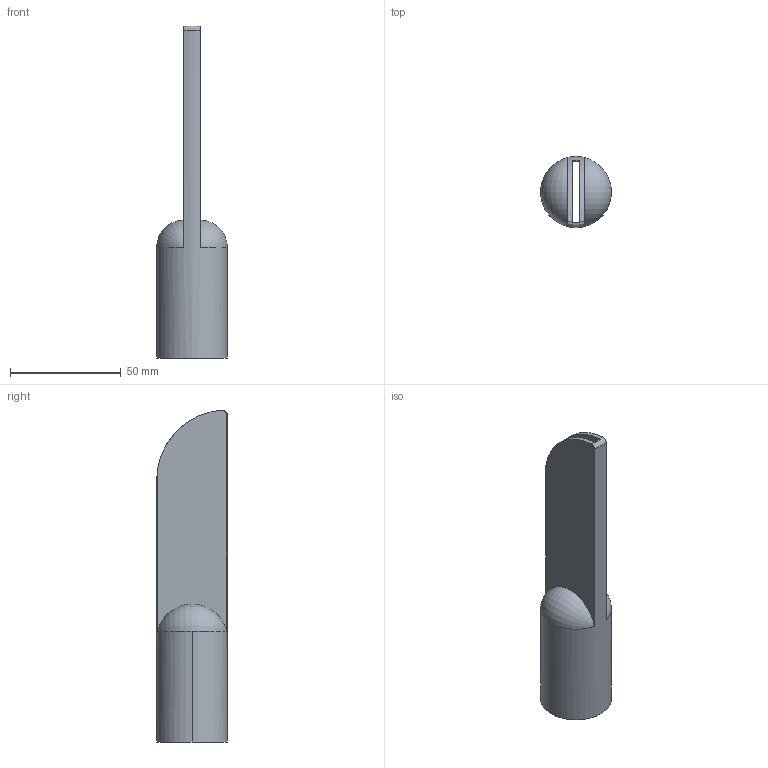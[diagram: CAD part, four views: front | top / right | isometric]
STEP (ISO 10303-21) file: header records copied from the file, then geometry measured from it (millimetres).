
FILE_DESCRIPTION(('Creo Elements/Direct Modeling STEP Export'),'2;1');
FILE_NAME('Saugrohr-R32.stp','2022-11-02T 9:30:50',(''),(''),'Creo Elements/Direct Modeling STEP processor for AP214 (Solid Model)','Creo Elements/Direct Modeling 20.3A 20-Jun-2020 (C) Parametric Technology GmbH','');
FILE_SCHEMA(('AUTOMOTIVE_DESIGN { 1 0 10303 214 1 1 1 1 }'));
Length unit declared in the file: millimetre
Products named in the file (1): Saugrohr-R32
Bounding box: 32 x 32 x 149.93 mm (x, y, z)
Volume: 23394 mm3; surface area: 23770.3 mm2
Topology: 1 solids, 1 shells, 21 faces, 65 edges, 37 vertices
Faces by surface type: plane 9, cylinder 7, torus 4, bspline 1
Entity records: 2554 total; most frequent: CARTESIAN_POINT 2042, ORIENTED_EDGE 114, DIRECTION 90, EDGE_CURVE 57, AXIS2_PLACEMENT_3D 37, VERTEX_POINT 37, EDGE_LOOP 22, FACE_OUTER_BOUND 21
